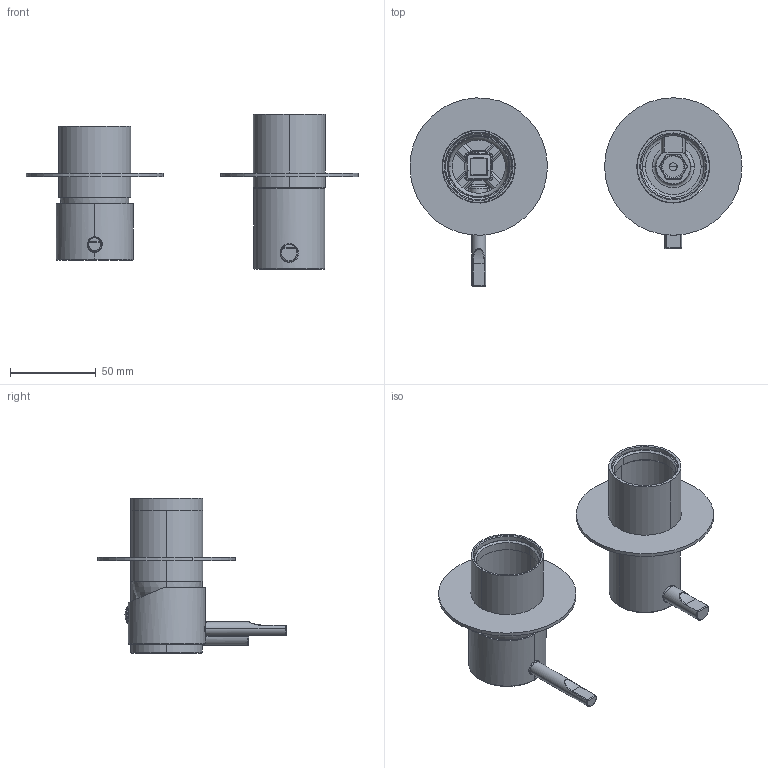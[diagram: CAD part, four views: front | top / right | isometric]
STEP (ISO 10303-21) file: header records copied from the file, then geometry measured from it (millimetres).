
FILE_DESCRIPTION (( 'STEP AP203' ), '1' );
FILE_NAME ('39DP10985.STEP', '2024-12-24T08:17:33', ( '' ), ( '' ), 'SwSTEP 2.0', 'SolidWorks 2021', '' );
FILE_SCHEMA (( 'CONFIG_CONTROL_DESIGN' ));
Length unit declared in the file: millimetre
Products named in the file (1): 39DP10985
Bounding box: 193.2 x 109.55 x 90.25 mm (x, y, z)
Volume: 81186.9 mm3; surface area: 76415.4 mm2
Topology: 10 solids, 10 shells, 490 faces, 1163 edges, 703 vertices
Faces by surface type: cylinder 154, plane 144, bspline 66, cone 51, torus 46, sphere 29
Entity records: 17856 total; most frequent: CARTESIAN_POINT 6968, ORIENTED_EDGE 2298, DIRECTION 2237, EDGE_CURVE 1149, AXIS2_PLACEMENT_3D 900, VERTEX_POINT 703, EDGE_LOOP 532, FACE_OUTER_BOUND 490
